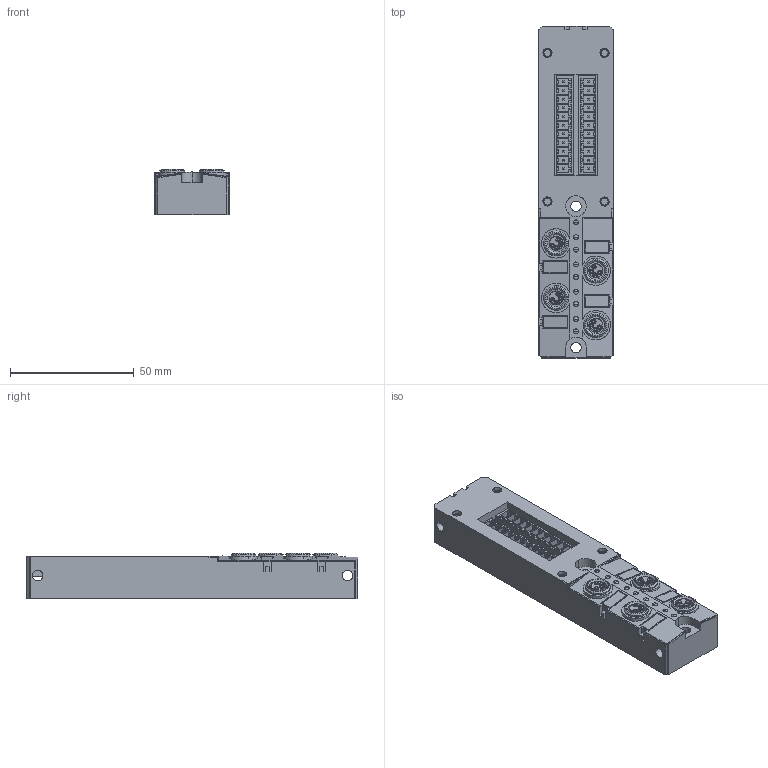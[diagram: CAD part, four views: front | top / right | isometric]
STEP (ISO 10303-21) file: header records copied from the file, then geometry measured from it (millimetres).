
FILE_DESCRIPTION(('CATIA V5 STEP Exchange','CAx-IF Rec.Pracs.--- Model Styling and Organization---1.4--- 2014-01-23'),'2;1');
FILE_NAME ('1352867-2_0', '2022-04-28T08:17:27+00:00', ('none'), ('Weidmueller'), 'CATIA Version 5-6 Release 2016 SP3 HF44', 'CATIA V5 STEP AP214', 'none');
FILE_SCHEMA(('AUTOMOTIVE_DESIGN { 1 0 10303 214 1 1 1 1 }'));
Products named in the file (1): 2819050000
Bounding box: 30 x 133.9 x 18.2 mm (x, y, z)
Volume: 60416.3 mm3; surface area: 27021 mm2
Topology: 47 solids, 64 shells, 1899 faces, 4711 edges, 3052 vertices
Faces by surface type: plane 1225, cylinder 410, cone 192, torus 44, sphere 28
Entity records: 58465 total; most frequent: CARTESIAN_POINT 14960, ORIENTED_EDGE 9414, DIRECTION 7665, EDGE_CURVE 4707, VECTOR 3322, LINE 3322, VERTEX_POINT 3052, AXIS2_PLACEMENT_3D 2565
